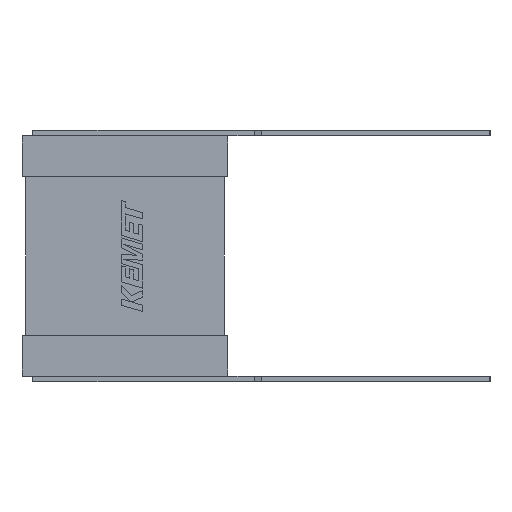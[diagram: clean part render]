
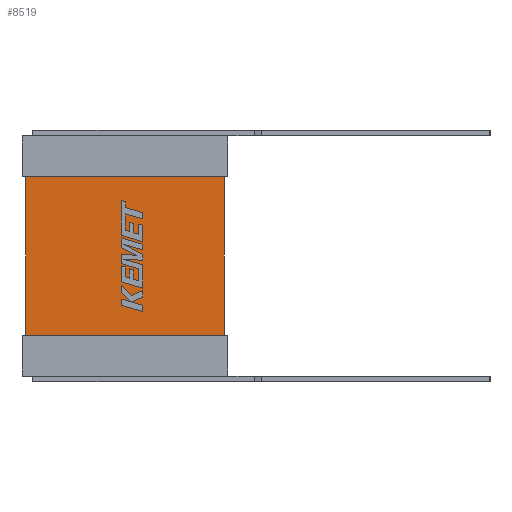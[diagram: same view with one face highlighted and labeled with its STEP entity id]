
A CAD part, left-side view. The second image highlights one B-rep face of the part: STEP entity #8519.
In plain terms, the highlighted planar face has unit normal (-1, 0, 0).
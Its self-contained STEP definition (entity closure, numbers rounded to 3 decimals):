
#335 = EDGE_LOOP ( 'NONE', ( #6281, #2720, #6456, #7442 ) ) ;
#348 = CARTESIAN_POINT ( 'NONE',  ( 0.1, 0., 0. ) ) ;
#556 = LINE ( 'NONE', #7413, #4485 ) ;
#1058 = CARTESIAN_POINT ( 'NONE',  ( 0.1, 0.1, -5.547 ) ) ;
#1250 = DIRECTION ( 'NONE',  ( 1., 0., 0. ) ) ;
#1448 = DIRECTION ( 'NONE',  ( 0., 0., 1. ) ) ;
#1744 = VERTEX_POINT ( 'NONE', #7944 ) ;
#2247 = EDGE_CURVE ( 'NONE', #4437, #9583, #10095, .T. ) ;
#2557 = EDGE_CURVE ( 'NONE', #4437, #1744, #9794, .T. ) ;
#2700 = VECTOR ( 'NONE', #1448, 1000. ) ;
#2720 = ORIENTED_EDGE ( 'NONE', *, *, #7530, .F. ) ;
#2887 = PLANE ( 'NONE',  #3099 ) ;
#3092 = DIRECTION ( 'NONE',  ( 0., 0., 1. ) ) ;
#3099 = AXIS2_PLACEMENT_3D ( 'NONE', #348, #1250, #3092 ) ;
#3340 = EDGE_CURVE ( 'NONE', #1744, #5914, #556, .T. ) ;
#3688 = VECTOR ( 'NONE', #7160, 1000. ) ;
#3802 = CARTESIAN_POINT ( 'NONE',  ( 0.1, 0.1, -1.138 ) ) ;
#4424 = VECTOR ( 'NONE', #10715, 1000. ) ;
#4437 = VERTEX_POINT ( 'NONE', #1058 ) ;
#4485 = VECTOR ( 'NONE', #8509, 1000. ) ;
#5914 = VERTEX_POINT ( 'NONE', #7260 ) ;
#6281 = ORIENTED_EDGE ( 'NONE', *, *, #2247, .T. ) ;
#6456 = ORIENTED_EDGE ( 'NONE', *, *, #3340, .F. ) ;
#7160 = DIRECTION ( 'NONE',  ( 0., -1., 0. ) ) ;
#7260 = CARTESIAN_POINT ( 'NONE',  ( 0.1, 5.623, -1.138 ) ) ;
#7325 = FACE_OUTER_BOUND ( 'NONE', #335, .T. ) ;
#7413 = CARTESIAN_POINT ( 'NONE',  ( 0.1, 5.623, -5.547 ) ) ;
#7442 = ORIENTED_EDGE ( 'NONE', *, *, #2557, .F. ) ;
#7530 = EDGE_CURVE ( 'NONE', #5914, #9583, #9642, .T. ) ;
#7944 = CARTESIAN_POINT ( 'NONE',  ( 0.1, 5.623, -5.547 ) ) ;
#8509 = DIRECTION ( 'NONE',  ( 0., 0., 1. ) ) ;
#8519 = ADVANCED_FACE ( 'NONE', ( #7325 ), #2887, .F. ) ;
#8890 = CARTESIAN_POINT ( 'NONE',  ( 0.1, 5.723, -5.547 ) ) ;
#9583 = VERTEX_POINT ( 'NONE', #3802 ) ;
#9642 = LINE ( 'NONE', #10789, #3688 ) ;
#9794 = LINE ( 'NONE', #8890, #4424 ) ;
#9871 = CARTESIAN_POINT ( 'NONE',  ( 0.1, 0.1, -5.547 ) ) ;
#10095 = LINE ( 'NONE', #9871, #2700 ) ;
#10715 = DIRECTION ( 'NONE',  ( 0., 1., 0. ) ) ;
#10789 = CARTESIAN_POINT ( 'NONE',  ( 0.1, 5.723, -1.138 ) ) ;
